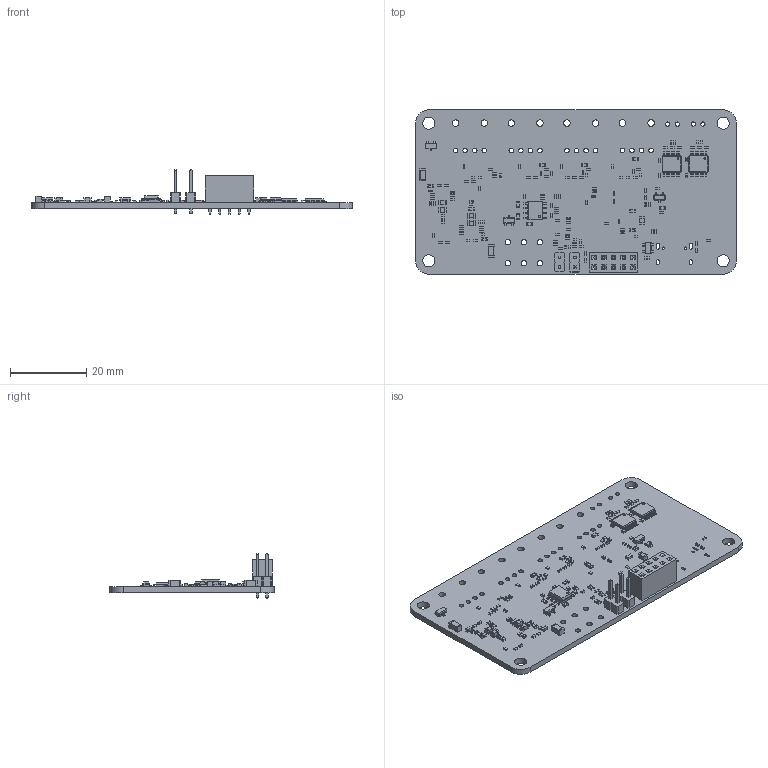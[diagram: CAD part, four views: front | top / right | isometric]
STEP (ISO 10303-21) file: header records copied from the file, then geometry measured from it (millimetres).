
FILE_DESCRIPTION(('KiCad electronic assembly'),'2;1');
FILE_NAME('Ricardo-Kermit-Mini.step','2024-08-09T09:35:31',('Pcbnew'),( 'Kicad'),'Open CASCADE STEP processor 7.7','KiCad to STEP converter' ,'Unknown');
FILE_SCHEMA(('AUTOMOTIVE_DESIGN { 1 0 10303 214 1 1 1 1 }'));
Length unit declared in the file: millimetre
Products named in the file (32): Ricardo-Kermit-Mini 1; R_0402_1005Metric; C_0402_1005Metric; R_0603_1608Metric; C_0603_1608Metric; PinSocket_2x05_P2.54mm_Vertical; PinSocket_2x05_P254mm_Vertical; TSSOP-14_4.4x5mm_P0.65mm; TSSOP_14_44x5mm_P065mm; L_0402_1005Metric; C_1206_3216Metric; PinHeader_1x02_P2.54mm_Vertical; PinHeader_1x02_P254mm_Vertical; C_0805_2012Metric; SOT-23; SOT_23; SOIC-8_3.9x4.9mm_P1.27mm; SOIC_8_39x49mm_P127mm; LED_0402_1005Metric; SOT-143; SOT_143; L_0805_2012Metric; Ricardo-Kermit-Mini_PCB
Assembly tree (170 placements, depth 3):
  Ricardo-Kermit-Mini 1
    R_0402_1005Metric  x66
      R_0402_1005Metric
    C_0402_1005Metric  x55
      C_0402_1005Metric
    R_0603_1608Metric  x7
      R_0603_1608Metric
    C_0603_1608Metric  x5
      C_0603_1608Metric
    PinSocket_2x05_P2.54mm_Vertical
      PinSocket_2x05_P254mm_Vertical
    TSSOP-14_4.4x5mm_P0.65mm  x2
      TSSOP_14_44x5mm_P065mm
    L_0402_1005Metric  x2
      L_0402_1005Metric
    C_1206_3216Metric  x2
      C_1206_3216Metric
    PinHeader_1x02_P2.54mm_Vertical  x2
      PinHeader_1x02_P254mm_Vertical
    C_0805_2012Metric  x4
      C_0805_2012Metric
    SOT-23  x3
      SOT_23
    SOIC-8_3.9x4.9mm_P1.27mm
      SOIC_8_39x49mm_P127mm
    LED_0402_1005Metric  x2
      LED_0402_1005Metric
    SOT-143
      SOT_143
    L_0805_2012Metric
      L_0805_2012Metric
    Ricardo-Kermit-Mini_PCB
Bounding box: 84 x 43 x 11.64 mm (x, y, z)
Volume: 6261.2 mm3; surface area: 9370.6 mm2
Topology: 155 solids, 155 shells, 5404 faces, 13977 edges, 9064 vertices
Faces by surface type: plane 3494, cylinder 1693, bspline 217
Full cylindrical faces by diameter (mm): 0.5 x2, 0.6 x3, 1 x14, 1.1 x4, 1.2 x16, 1.4 x6, 1.7 x8, 3.2 x4
Entity records: 49080 total; most frequent: CARTESIAN_POINT 7453, ORIENTED_EDGE 6698, DIRECTION 6461, EDGE_CURVE 3349, LINE 2661, VECTOR 2661, VERTEX_POINT 2136, AXIS2_PLACEMENT_3D 1900
